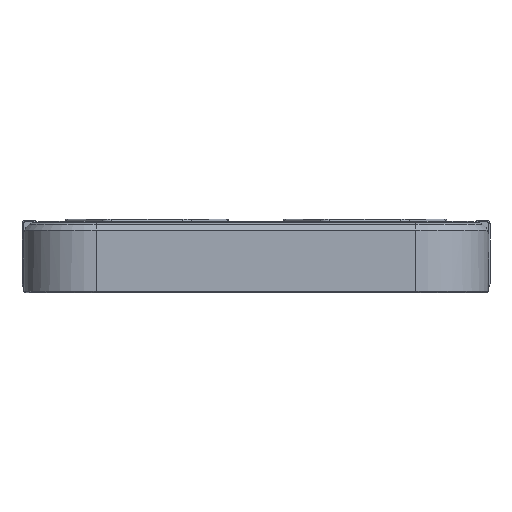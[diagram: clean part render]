
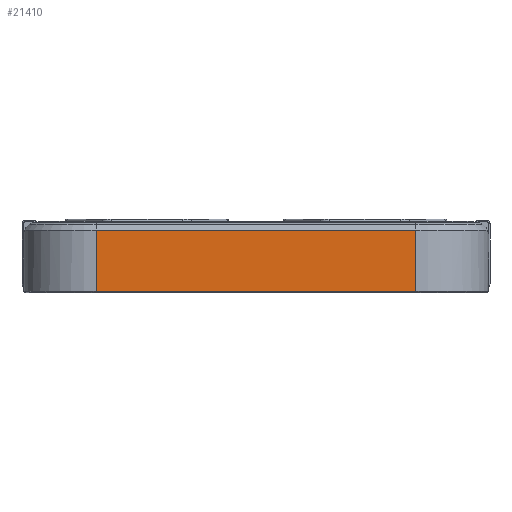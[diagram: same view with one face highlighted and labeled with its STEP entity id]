
A CAD part, front view. The second image highlights one B-rep face of the part: STEP entity #21410.
In plain terms, the highlighted planar face has unit normal (0, -1, 0).
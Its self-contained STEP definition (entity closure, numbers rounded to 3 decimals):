
#1019=PLANE('',#22786);
#1957=FACE_OUTER_BOUND('',#3178,.T.);
#3178=EDGE_LOOP('',(#18382,#18383,#18384,#18385));
#5403=LINE('',#33334,#7998);
#5464=LINE('',#33493,#8059);
#5511=LINE('',#33958,#8106);
#5520=LINE('',#33976,#8115);
#7998=VECTOR('',#26706,10.);
#8059=VECTOR('',#26897,10.);
#8106=VECTOR('',#27048,10.);
#8115=VECTOR('',#27073,10.);
#10638=VERTEX_POINT('',#33328);
#10639=VERTEX_POINT('',#33332);
#10672=VERTEX_POINT('',#33491);
#10699=VERTEX_POINT('',#33950);
#13250=EDGE_CURVE('',#10639,#10638,#5403,.T.);
#13325=EDGE_CURVE('',#10639,#10672,#5464,.T.);
#13387=EDGE_CURVE('',#10638,#10699,#5511,.T.);
#13396=EDGE_CURVE('',#10699,#10672,#5520,.T.);
#18382=ORIENTED_EDGE('',*,*,#13250,.F.);
#18383=ORIENTED_EDGE('',*,*,#13325,.T.);
#18384=ORIENTED_EDGE('',*,*,#13396,.F.);
#18385=ORIENTED_EDGE('',*,*,#13387,.F.);
#21410=ADVANCED_FACE('',(#1957),#1019,.T.);
#22786=AXIS2_PLACEMENT_3D('',#33977,#27074,#27075);
#26706=DIRECTION('',(-1.,0.,0.));
#26897=DIRECTION('',(0.,0.,1.));
#27048=DIRECTION('',(0.,0.,1.));
#27073=DIRECTION('',(1.,0.,0.));
#27074=DIRECTION('center_axis',(0.,-1.,0.));
#27075=DIRECTION('ref_axis',(-1.,0.,0.));
#33328=CARTESIAN_POINT('',(-44.,-50.,-1.55));
#33332=CARTESIAN_POINT('',(44.,-50.,-1.55));
#33334=CARTESIAN_POINT('',(22.,-50.,-1.55));
#33491=CARTESIAN_POINT('',(44.,-50.,15.3));
#33493=CARTESIAN_POINT('',(44.,-50.,0.));
#33950=CARTESIAN_POINT('',(-44.,-50.,15.3));
#33958=CARTESIAN_POINT('',(-44.,-50.,0.));
#33976=CARTESIAN_POINT('',(22.,-50.,15.3));
#33977=CARTESIAN_POINT('Origin',(44.,-50.,0.));
